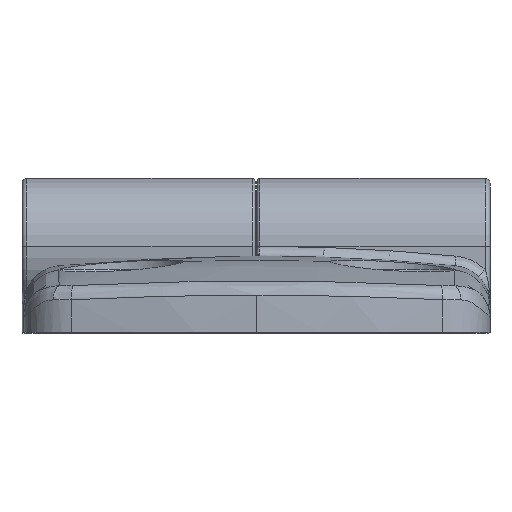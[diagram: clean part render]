
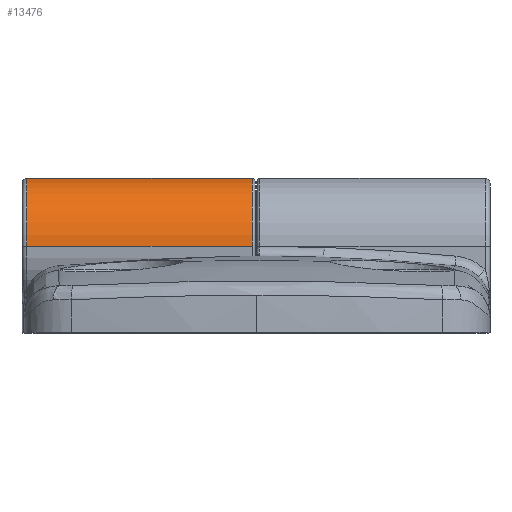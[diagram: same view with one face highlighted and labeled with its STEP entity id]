
A CAD part, top view. The second image highlights one B-rep face of the part: STEP entity #13476.
In plain terms, the highlighted cylindrical face has radius 7 mm (diameter 14 mm), a partial arc.
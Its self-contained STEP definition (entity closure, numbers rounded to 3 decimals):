
#162 = CARTESIAN_POINT ( 'NONE',  ( -23.5, 8.9, -7. ) ) ;
#262 = DIRECTION ( 'NONE',  ( -1., 0., 0. ) ) ;
#497 = VERTEX_POINT ( 'NONE', #4719 ) ;
#635 = EDGE_LOOP ( 'NONE', ( #8155, #4149, #7893, #5521 ) ) ;
#1220 = AXIS2_PLACEMENT_3D ( 'NONE', #3491, #8270, #6838 ) ;
#2263 = DIRECTION ( 'NONE',  ( -1., 0., 0. ) ) ;
#2515 = CARTESIAN_POINT ( 'NONE',  ( -0.3, 8.9, 0. ) ) ;
#2525 = CARTESIAN_POINT ( 'NONE',  ( -23.5, 8.9, 0. ) ) ;
#2736 = FACE_OUTER_BOUND ( 'NONE', #635, .T. ) ;
#2847 = CARTESIAN_POINT ( 'NONE',  ( -0.3, 8.9, 7. ) ) ;
#3130 = LINE ( 'NONE', #6629, #9928 ) ;
#3452 = CARTESIAN_POINT ( 'NONE',  ( -23.5, 8.9, 7. ) ) ;
#3491 = CARTESIAN_POINT ( 'NONE',  ( 24., 8.9, 0. ) ) ;
#3884 = CYLINDRICAL_SURFACE ( 'NONE', #1220, 7. ) ;
#4149 = ORIENTED_EDGE ( 'NONE', *, *, #12929, .T. ) ;
#4719 = CARTESIAN_POINT ( 'NONE',  ( -0.3, 8.9, -7. ) ) ;
#5010 = AXIS2_PLACEMENT_3D ( 'NONE', #2515, #5676, #12503 ) ;
#5521 = ORIENTED_EDGE ( 'NONE', *, *, #7927, .T. ) ;
#5676 = DIRECTION ( 'NONE',  ( -1., 0., 0. ) ) ;
#5763 = VECTOR ( 'NONE', #262, 1000. ) ;
#5972 = EDGE_CURVE ( 'NONE', #13227, #13795, #7866, .T. ) ;
#6629 = CARTESIAN_POINT ( 'NONE',  ( 24., 8.9, -7. ) ) ;
#6712 = CARTESIAN_POINT ( 'NONE',  ( 24., 8.9, 7. ) ) ;
#6838 = DIRECTION ( 'NONE',  ( 0., 0., 1. ) ) ;
#7866 = LINE ( 'NONE', #6712, #5763 ) ;
#7893 = ORIENTED_EDGE ( 'NONE', *, *, #13378, .T. ) ;
#7927 = EDGE_CURVE ( 'NONE', #12857, #13795, #10155, .T. ) ;
#8134 = DIRECTION ( 'NONE',  ( 0., 0., 1. ) ) ;
#8155 = ORIENTED_EDGE ( 'NONE', *, *, #5972, .F. ) ;
#8270 = DIRECTION ( 'NONE',  ( -1., 0., 0. ) ) ;
#9076 = DIRECTION ( 'NONE',  ( 1., 0., 0. ) ) ;
#9928 = VECTOR ( 'NONE', #2263, 1000. ) ;
#10155 = CIRCLE ( 'NONE', #12659, 7. ) ;
#11666 = CIRCLE ( 'NONE', #5010, 7. ) ;
#12503 = DIRECTION ( 'NONE',  ( 0., 0., -1. ) ) ;
#12659 = AXIS2_PLACEMENT_3D ( 'NONE', #2525, #9076, #8134 ) ;
#12857 = VERTEX_POINT ( 'NONE', #162 ) ;
#12929 = EDGE_CURVE ( 'NONE', #13227, #497, #11666, .T. ) ;
#13227 = VERTEX_POINT ( 'NONE', #2847 ) ;
#13378 = EDGE_CURVE ( 'NONE', #497, #12857, #3130, .T. ) ;
#13476 = ADVANCED_FACE ( 'NONE', ( #2736 ), #3884, .T. ) ;
#13795 = VERTEX_POINT ( 'NONE', #3452 ) ;
